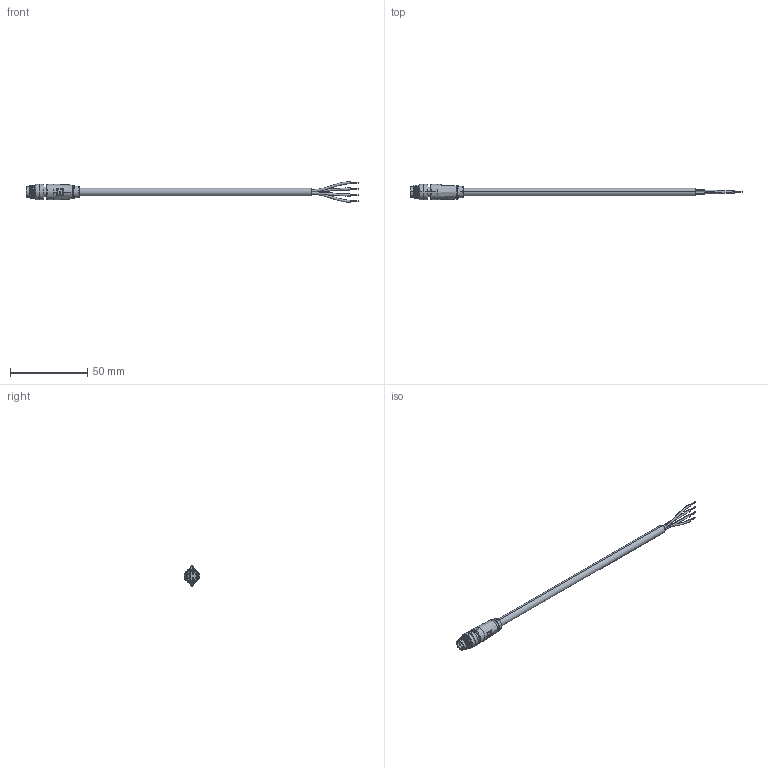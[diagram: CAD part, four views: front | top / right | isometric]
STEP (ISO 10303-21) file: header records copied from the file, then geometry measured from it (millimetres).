
FILE_DESCRIPTION (( 'STEP AP214' ), '1' );
FILE_NAME ('10-05928.STEP', '2023-11-14T20:02:05', ( '' ), ( '' ), 'SwSTEP 2.0', 'SolidWorks 2021', '' );
FILE_SCHEMA (( 'AUTOMOTIVE_DESIGN' ));
Length unit declared in the file: millimetre
Products named in the file (7): 24-00378_Wire O5.5 mm; 50-00676___; 50-00676-01___; 10-05928; 50-00676-03___; 30-02979_s + t; 50-00676-02_STEP
Assembly tree (9 placements, depth 3):
  10-05928
    24-00378_Wire O5.5 mm
    50-00676___
      50-00676-01___
      50-00676-02_STEP
      50-00676-03___  x4
    30-02979_s + t
Bounding box: 214.5 x 10 x 13.4 mm (x, y, z)
Volume: 5314.4 mm3; surface area: 29438.8 mm2
Topology: 338 solids, 338 shells, 1970 faces, 3711 edges, 2442 vertices
Faces by surface type: cylinder 1093, plane 737, bspline 62, cone 40, torus 30, sphere 8
Entity records: 69197 total; most frequent: CARTESIAN_POINT 11591, DIRECTION 9143, ORIENTED_EDGE 6986, AXIS2_PLACEMENT_3D 3992, EDGE_CURVE 3493, VERTEX_POINT 2316, EDGE_LOOP 2231, CIRCLE 2173
